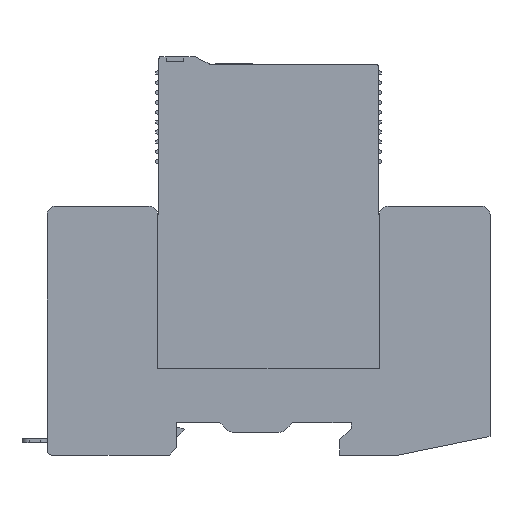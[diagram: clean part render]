
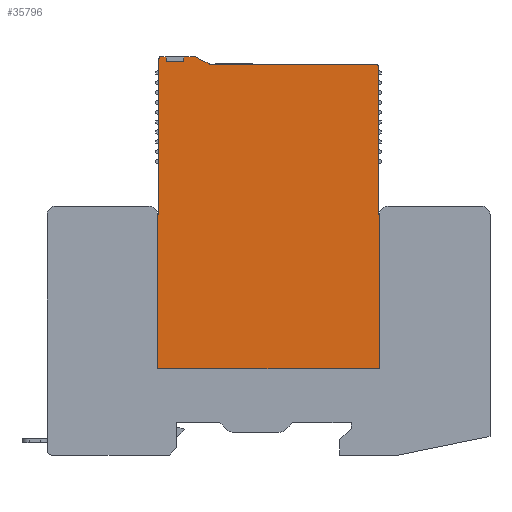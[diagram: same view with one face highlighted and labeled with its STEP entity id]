
A CAD part, front view. The second image highlights one B-rep face of the part: STEP entity #35796.
In plain terms, the highlighted planar face has unit normal (0, -1, 0).
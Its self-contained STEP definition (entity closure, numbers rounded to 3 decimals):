
#35353=DIRECTION('',(-1.,0.,0.));
#35354=VECTOR('',#35353,3.5);
#35355=CARTESIAN_POINT('',(-30.247,-22.35,
74.796));
#35356=LINE('',#35355,#35354);
#35374=DIRECTION('',(1.,0.,0.));
#35375=VECTOR('',#35374,33.55);
#35376=CARTESIAN_POINT('',(-24.59,-22.35,
74.296));
#35377=LINE('',#35376,#35375);
#35381=CARTESIAN_POINT('',(8.96,-22.35,
73.996));
#35382=DIRECTION('',(0.,1.,0.));
#35383=DIRECTION('',(0.,0.,1.));
#35384=AXIS2_PLACEMENT_3D('',#35381,#35382,#35383);
#35389=DIRECTION('',(0.,0.,-1.));
#35390=VECTOR('',#35389,30.3);
#35391=CARTESIAN_POINT('',(9.26,-22.35,
73.996));
#35392=LINE('',#35391,#35390);
#35396=DIRECTION('',(1.,0.,0.));
#35397=VECTOR('',#35396,0.25);
#35398=CARTESIAN_POINT('',(9.26,-22.35,
43.696));
#35399=LINE('',#35398,#35397);
#35403=DIRECTION('',(0.,0.,-1.));
#35404=VECTOR('',#35403,31.3);
#35405=CARTESIAN_POINT('',(9.51,-22.35,
43.696));
#35406=LINE('',#35405,#35404);
#35410=DIRECTION('',(-1.,0.,0.));
#35411=VECTOR('',#35410,45.);
#35412=CARTESIAN_POINT('',(9.51,-22.35,
12.396));
#35413=LINE('',#35412,#35411);
#35417=DIRECTION('',(1.,0.,0.));
#35418=VECTOR('',#35417,0.25);
#35419=CARTESIAN_POINT('',(-35.49,-22.35,
43.696));
#35420=LINE('',#35419,#35418);
#35424=DIRECTION('',(0.,0.,1.));
#35425=VECTOR('',#35424,31.8);
#35426=CARTESIAN_POINT('',(-35.24,-22.35,
43.696));
#35427=LINE('',#35426,#35425);
#35431=CARTESIAN_POINT('',(-34.94,-22.35,
75.496));
#35432=DIRECTION('',(0.,1.,0.));
#35433=DIRECTION('',(-1.,0.,0.));
#35434=AXIS2_PLACEMENT_3D('',#35431,#35432,#35433);
#35439=DIRECTION('',(1.,0.,0.));
#35440=VECTOR('',#35439,1.193);
#35441=CARTESIAN_POINT('',(-34.94,-22.35,
75.796));
#35442=LINE('',#35441,#35440);
#35446=DIRECTION('',(0.,0.,1.));
#35447=VECTOR('',#35446,1.);
#35448=CARTESIAN_POINT('',(-30.247,-22.35,
74.796));
#35449=LINE('',#35448,#35447);
#35453=DIRECTION('',(1.,0.,0.));
#35454=VECTOR('',#35453,2.207);
#35455=CARTESIAN_POINT('',(-30.247,-22.35,
75.796));
#35456=LINE('',#35455,#35454);
#35460=CARTESIAN_POINT('',(-28.04,-22.35,
74.746));
#35461=DIRECTION('',(0.,1.,0.));
#35462=DIRECTION('',(0.,0.,1.));
#35463=AXIS2_PLACEMENT_3D('',#35460,#35461,#35462);
#35468=DIRECTION('',(0.891,0.,-0.454));
#35469=VECTOR('',#35468,2.802);
#35470=CARTESIAN_POINT('',(-27.563,-22.35,
75.682));
#35471=LINE('',#35470,#35469);
#35475=CARTESIAN_POINT('',(-24.59,-22.35,
75.346));
#35476=DIRECTION('',(0.,-1.,0.));
#35477=DIRECTION('',(-0.454,0.,-0.891));
#35478=AXIS2_PLACEMENT_3D('',#35475,#35476,#35477);
#35574=DIRECTION('',(0.,0.,-1.));
#35575=VECTOR('',#35574,31.3);
#35576=CARTESIAN_POINT('',(-35.49,-22.35,
43.696));
#35577=LINE('',#35576,#35575);
#35595=DIRECTION('',(0.,0.,1.));
#35596=VECTOR('',#35595,1.);
#35597=CARTESIAN_POINT('',(-33.747,-22.35,
74.796));
#35598=LINE('',#35597,#35596);
#35613=CARTESIAN_POINT('',(-35.24,-22.35,
43.696));
#35614=VERTEX_POINT('',#35613);
#35615=CARTESIAN_POINT('',(-35.49,-22.35,
43.696));
#35616=VERTEX_POINT('',#35615);
#35649=CARTESIAN_POINT('',(-30.247,-22.35,
74.796));
#35650=CARTESIAN_POINT('',(-33.747,-22.35,
74.796));
#35651=VERTEX_POINT('',#35649);
#35652=VERTEX_POINT('',#35650);
#35653=CARTESIAN_POINT('',(-30.247,-22.35,
75.796));
#35654=VERTEX_POINT('',#35653);
#35655=CARTESIAN_POINT('',(-28.04,-22.35,
75.796));
#35656=VERTEX_POINT('',#35655);
#35657=CARTESIAN_POINT('',(-27.563,-22.35,
75.682));
#35658=VERTEX_POINT('',#35657);
#35659=CARTESIAN_POINT('',(-25.066,-22.35,
74.411));
#35660=VERTEX_POINT('',#35659);
#35661=CARTESIAN_POINT('',(-24.59,-22.35,
74.296));
#35662=VERTEX_POINT('',#35661);
#35663=CARTESIAN_POINT('',(8.96,-22.35,
74.296));
#35664=CARTESIAN_POINT('',(9.26,-22.35,
73.996));
#35665=VERTEX_POINT('',#35663);
#35666=VERTEX_POINT('',#35664);
#35667=CARTESIAN_POINT('',(9.26,-22.35,
43.696));
#35668=VERTEX_POINT('',#35667);
#35669=CARTESIAN_POINT('',(9.51,-22.35,
43.696));
#35670=VERTEX_POINT('',#35669);
#35671=CARTESIAN_POINT('',(9.51,-22.35,
12.396));
#35672=VERTEX_POINT('',#35671);
#35673=CARTESIAN_POINT('',(-35.49,-22.35,
12.396));
#35674=VERTEX_POINT('',#35673);
#35675=CARTESIAN_POINT('',(-35.24,-22.35,
75.496));
#35676=VERTEX_POINT('',#35675);
#35677=CARTESIAN_POINT('',(-34.94,-22.35,
75.796));
#35678=VERTEX_POINT('',#35677);
#35679=CARTESIAN_POINT('',(-33.747,-22.35,
75.796));
#35680=VERTEX_POINT('',#35679);
#35755=CARTESIAN_POINT('',(-75.735,-22.35,
64.996));
#35756=DIRECTION('',(0.,1.,0.));
#35757=DIRECTION('',(1.,0.,0.));
#35758=AXIS2_PLACEMENT_3D('',#35755,#35756,#35757);
#35759=PLANE('',#35758);
#35761=ORIENTED_EDGE('',*,*,#35760,.T.);
#35763=ORIENTED_EDGE('',*,*,#35762,.T.);
#35765=ORIENTED_EDGE('',*,*,#35764,.T.);
#35767=ORIENTED_EDGE('',*,*,#35766,.T.);
#35769=ORIENTED_EDGE('',*,*,#35768,.T.);
#35771=ORIENTED_EDGE('',*,*,#35770,.T.);
#35773=ORIENTED_EDGE('',*,*,#35772,.F.);
#35774=ORIENTED_EDGE('',*,*,#35690,.T.);
#35776=ORIENTED_EDGE('',*,*,#35775,.T.);
#35778=ORIENTED_EDGE('',*,*,#35777,.T.);
#35780=ORIENTED_EDGE('',*,*,#35779,.T.);
#35782=ORIENTED_EDGE('',*,*,#35781,.F.);
#35783=ORIENTED_EDGE('',*,*,#35745,.F.);
#35785=ORIENTED_EDGE('',*,*,#35784,.T.);
#35787=ORIENTED_EDGE('',*,*,#35786,.T.);
#35789=ORIENTED_EDGE('',*,*,#35788,.T.);
#35791=ORIENTED_EDGE('',*,*,#35790,.T.);
#35793=ORIENTED_EDGE('',*,*,#35792,.T.);
#35794=EDGE_LOOP('',(#35761,#35763,#35765,#35767,#35769,#35771,#35773,#35774,
#35776,#35778,#35780,#35782,#35783,#35785,#35787,#35789,#35791,#35793));
#35795=FACE_OUTER_BOUND('',#35794,.F.);
#35385=CIRCLE('',#35384,0.3);
#35435=CIRCLE('',#35434,0.3);
#35464=CIRCLE('',#35463,1.05);
#35479=CIRCLE('',#35478,1.05);
#35690=EDGE_CURVE('',#35616,#35614,#35420,.T.);
#35745=EDGE_CURVE('',#35651,#35652,#35356,.T.);
#35760=EDGE_CURVE('',#35662,#35665,#35377,.T.);
#35762=EDGE_CURVE('',#35665,#35666,#35385,.T.);
#35764=EDGE_CURVE('',#35666,#35668,#35392,.T.);
#35766=EDGE_CURVE('',#35668,#35670,#35399,.T.);
#35768=EDGE_CURVE('',#35670,#35672,#35406,.T.);
#35770=EDGE_CURVE('',#35672,#35674,#35413,.T.);
#35772=EDGE_CURVE('',#35616,#35674,#35577,.T.);
#35775=EDGE_CURVE('',#35614,#35676,#35427,.T.);
#35777=EDGE_CURVE('',#35676,#35678,#35435,.T.);
#35779=EDGE_CURVE('',#35678,#35680,#35442,.T.);
#35781=EDGE_CURVE('',#35652,#35680,#35598,.T.);
#35784=EDGE_CURVE('',#35651,#35654,#35449,.T.);
#35786=EDGE_CURVE('',#35654,#35656,#35456,.T.);
#35788=EDGE_CURVE('',#35656,#35658,#35464,.T.);
#35790=EDGE_CURVE('',#35658,#35660,#35471,.T.);
#35792=EDGE_CURVE('',#35660,#35662,#35479,.T.);
#35796=ADVANCED_FACE('',(#35795),#35759,.F.);
